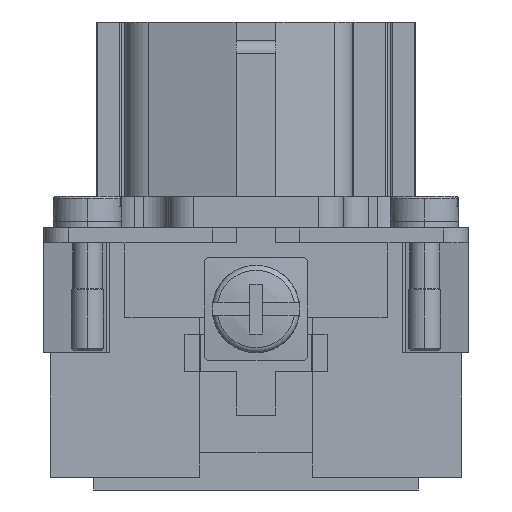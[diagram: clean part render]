
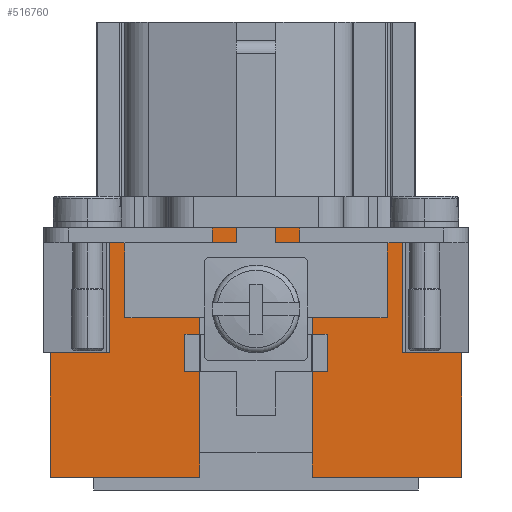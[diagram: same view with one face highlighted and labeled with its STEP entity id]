
A CAD part, left-side view. The second image highlights one B-rep face of the part: STEP entity #516760.
In plain terms, the highlighted planar face has unit normal (-1, 0, 0).
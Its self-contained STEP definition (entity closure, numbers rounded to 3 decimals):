
#344890=CARTESIAN_POINT('',(-44.9,16.5,-20.));
#344900=VERTEX_POINT('',#344890);
#344930=CARTESIAN_POINT('',(-44.9,16.5,-20.));
#344940=DIRECTION('',(0.,-1.,0.));
#344950=VECTOR('',#344940,12.);
#344960=LINE('',#344930,#344950);
#344970=CARTESIAN_POINT('',(-44.9,4.5,-20.));
#344980=VERTEX_POINT('',#344970);
#344990=EDGE_CURVE('',#344900,#344980,#344960,.T.);
#345850=CARTESIAN_POINT('',(-44.9,-4.5,-20.));
#345860=VERTEX_POINT('',#345850);
#345890=CARTESIAN_POINT('',(-44.9,-4.5,-20.));
#345900=DIRECTION('',(0.,-1.,0.));
#345910=VECTOR('',#345900,12.);
#345920=LINE('',#345890,#345910);
#345930=CARTESIAN_POINT('',(-44.9,-16.5,-20.));
#345940=VERTEX_POINT('',#345930);
#345950=EDGE_CURVE('',#345860,#345940,#345920,.T.);
#466820=CARTESIAN_POINT('',(-44.9,-4.5,-1.2));
#466830=VERTEX_POINT('',#466820);
#466860=CARTESIAN_POINT('',(-44.9,-4.5,-1.2));
#466870=DIRECTION('',(0.,0.,-1.));
#466880=VECTOR('',#466870,16.8);
#466890=LINE('',#466860,#466880);
#466900=CARTESIAN_POINT('',(-44.9,-4.5,-18.));
#466910=VERTEX_POINT('',#466900);
#466920=EDGE_CURVE('',#466830,#466910,#466890,.T.);
#483020=CARTESIAN_POINT('',(-44.9,4.5,-18.));
#483030=VERTEX_POINT('',#483020);
#494560=CARTESIAN_POINT('',(-44.9,4.5,-1.2));
#494570=VERTEX_POINT('',#494560);
#494600=CARTESIAN_POINT('',(-44.9,4.5,-1.2));
#494610=DIRECTION('',(0.,-1.,0.));
#494620=VECTOR('',#494610,9.);
#494630=LINE('',#494600,#494620);
#494640=EDGE_CURVE('',#494570,#466830,#494630,.T.);
#509910=CARTESIAN_POINT('',(-44.9,11.75,-10.));
#509920=DIRECTION('',(0.,1.,0.));
#509930=VECTOR('',#509920,4.75);
#509940=LINE('',#509910,#509930);
#509950=CARTESIAN_POINT('',(-44.9,11.75,-10.));
#509960=VERTEX_POINT('',#509950);
#509970=CARTESIAN_POINT('',(-44.9,16.5,-10.));
#509980=VERTEX_POINT('',#509970);
#509990=EDGE_CURVE('',#509960,#509980,#509940,.T.);
#511790=CARTESIAN_POINT('',(-44.9,-16.5,-10.));
#511800=VERTEX_POINT('',#511790);
#511830=CARTESIAN_POINT('',(-44.9,-16.5,-10.));
#511840=DIRECTION('',(0.,1.,0.));
#511850=VECTOR('',#511840,4.75);
#511860=LINE('',#511830,#511850);
#511870=CARTESIAN_POINT('',(-44.9,-11.75,-10.));
#511880=VERTEX_POINT('',#511870);
#511890=EDGE_CURVE('',#511800,#511880,#511860,.T.);
#515940=CARTESIAN_POINT('',(-44.9,-11.75,-10.));
#515950=DIRECTION('',(0.,0.,1.));
#515960=VECTOR('',#515950,10.);
#515970=LINE('',#515940,#515960);
#515980=CARTESIAN_POINT('',(-44.9,-11.75,0.));
#515990=VERTEX_POINT('',#515980);
#516000=EDGE_CURVE('',#511880,#515990,#515970,.T.);
#516180=CARTESIAN_POINT('',(-44.9,16.5,0.));
#516190=DIRECTION('',(-1.,0.,0.));
#516200=DIRECTION('',(0.,0.,1.));
#516210=AXIS2_PLACEMENT_3D('',#516180,#516190,#516200);
#516220=PLANE('',#516210);
#516230=CARTESIAN_POINT('',(-44.9,4.5,-18.));
#516240=DIRECTION('',(0.,0.,1.));
#516250=VECTOR('',#516240,16.8);
#516260=LINE('',#516230,#516250);
#516270=EDGE_CURVE('',#483030,#494570,#516260,.T.);
#516280=ORIENTED_EDGE('',*,*,#516270,.T.);
#516290=CARTESIAN_POINT('',(-44.9,4.5,-20.));
#516300=DIRECTION('',(0.,0.,1.));
#516310=VECTOR('',#516300,2.);
#516320=LINE('',#516290,#516310);
#516330=EDGE_CURVE('',#344980,#483030,#516320,.T.);
#516340=ORIENTED_EDGE('',*,*,#516330,.T.);
#516350=ORIENTED_EDGE('',*,*,#344990,.T.);
#516360=CARTESIAN_POINT('',(-44.9,16.5,-10.));
#516370=DIRECTION('',(0.,0.,-1.));
#516380=VECTOR('',#516370,10.);
#516390=LINE('',#516360,#516380);
#516400=EDGE_CURVE('',#509980,#344900,#516390,.T.);
#516410=ORIENTED_EDGE('',*,*,#516400,.T.);
#516420=ORIENTED_EDGE('',*,*,#509990,.T.);
#516430=CARTESIAN_POINT('',(-44.9,11.75,0.));
#516440=DIRECTION('',(0.,0.,-1.));
#516450=VECTOR('',#516440,10.);
#516460=LINE('',#516430,#516450);
#516470=CARTESIAN_POINT('',(-44.9,11.75,0.));
#516480=VERTEX_POINT('',#516470);
#516490=EDGE_CURVE('',#516480,#509960,#516460,.T.);
#516500=ORIENTED_EDGE('',*,*,#516490,.T.);
#516510=CARTESIAN_POINT('',(-44.9,-11.75,0.));
#516520=DIRECTION('',(0.,1.,0.));
#516530=VECTOR('',#516520,23.5);
#516540=LINE('',#516510,#516530);
#516550=EDGE_CURVE('',#515990,#516480,#516540,.T.);
#516560=ORIENTED_EDGE('',*,*,#516550,.T.);
#516570=ORIENTED_EDGE('',*,*,#516000,.T.);
#516580=ORIENTED_EDGE('',*,*,#511890,.T.);
#516590=CARTESIAN_POINT('',(-44.9,-16.5,-10.));
#516600=DIRECTION('',(0.,0.,-1.));
#516610=VECTOR('',#516600,10.);
#516620=LINE('',#516590,#516610);
#516630=EDGE_CURVE('',#511800,#345940,#516620,.T.);
#516640=ORIENTED_EDGE('',*,*,#516630,.F.);
#516650=ORIENTED_EDGE('',*,*,#345950,.T.);
#516660=CARTESIAN_POINT('',(-44.9,-4.5,-18.));
#516670=DIRECTION('',(0.,0.,-1.));
#516680=VECTOR('',#516670,2.);
#516690=LINE('',#516660,#516680);
#516700=EDGE_CURVE('',#466910,#345860,#516690,.T.);
#516710=ORIENTED_EDGE('',*,*,#516700,.T.);
#516720=ORIENTED_EDGE('',*,*,#466920,.T.);
#516730=ORIENTED_EDGE('',*,*,#494640,.T.);
#516740=EDGE_LOOP('',(#516730,#516720,#516710,#516650,#516640,#516580,
#516570,#516560,#516500,#516420,#516410,#516350,#516340,#516280));
#516750=FACE_OUTER_BOUND('',#516740,.T.);
#516760=ADVANCED_FACE('',(#516750),#516220,.T.);
